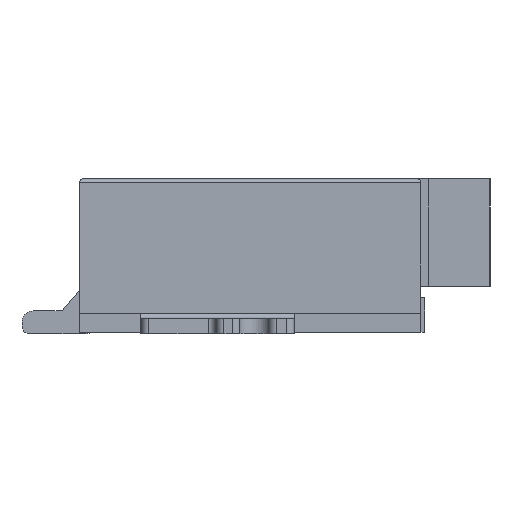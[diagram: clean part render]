
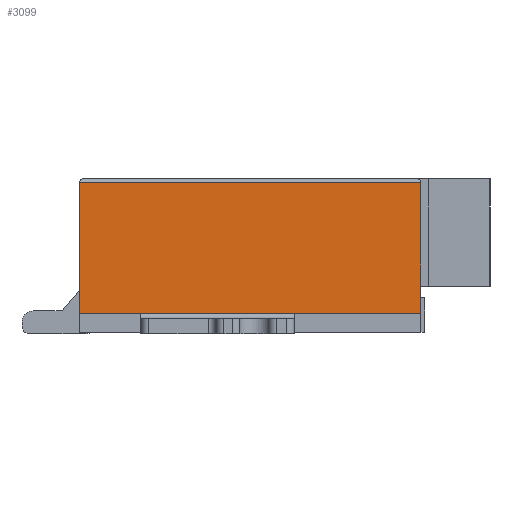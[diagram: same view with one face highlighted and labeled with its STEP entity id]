
A CAD part, left-side view. The second image highlights one B-rep face of the part: STEP entity #3099.
In plain terms, the highlighted planar face has unit normal (-1, 0, 0).
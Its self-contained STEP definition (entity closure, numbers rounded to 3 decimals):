
#2193 = CARTESIAN_POINT ( 'NONE',  ( -7.6, 0., -0.75 ) ) ;
#2483 = CARTESIAN_POINT ( 'NONE',  ( -7.6, -2.175, -1. ) ) ;
#2718 = DIRECTION ( 'NONE',  ( 0., 0., -1. ) ) ;
#3099 = ADVANCED_FACE ( 'NONE', ( #14223 ), #22353, .T. ) ;
#3643 = VECTOR ( 'NONE', #8317, 1000. ) ;
#3839 = CARTESIAN_POINT ( 'NONE',  ( -7.6, -2.175, -0.75 ) ) ;
#4687 = VECTOR ( 'NONE', #2718, 1000. ) ;
#5361 = VERTEX_POINT ( 'NONE', #12238 ) ;
#6353 = EDGE_CURVE ( 'NONE', #33671, #6620, #11044, .T. ) ;
#6620 = VERTEX_POINT ( 'NONE', #24556 ) ;
#7622 = CARTESIAN_POINT ( 'NONE',  ( -7.6, 0., 0. ) ) ;
#8317 = DIRECTION ( 'NONE',  ( 0., 1., 0. ) ) ;
#9403 = CARTESIAN_POINT ( 'NONE',  ( -7.6, 2.275, 0.95 ) ) ;
#10661 = VECTOR ( 'NONE', #36105, 1000. ) ;
#11044 = LINE ( 'NONE', #2193, #3643 ) ;
#12238 = CARTESIAN_POINT ( 'NONE',  ( -7.6, -2.175, 0.95 ) ) ;
#12948 = ORIENTED_EDGE ( 'NONE', *, *, #30101, .T. ) ;
#14223 = FACE_OUTER_BOUND ( 'NONE', #26263, .T. ) ;
#16089 = VECTOR ( 'NONE', #20238, 1000. ) ;
#17735 = LINE ( 'NONE', #17933, #4687 ) ;
#17933 = CARTESIAN_POINT ( 'NONE',  ( -7.6, 2.275, 1. ) ) ;
#20238 = DIRECTION ( 'NONE',  ( 0., 0., 1. ) ) ;
#21926 = ORIENTED_EDGE ( 'NONE', *, *, #6353, .F. ) ;
#22353 = PLANE ( 'NONE',  #25014 ) ;
#23141 = LINE ( 'NONE', #2483, #16089 ) ;
#24339 = LINE ( 'NONE', #29742, #10661 ) ;
#24556 = CARTESIAN_POINT ( 'NONE',  ( -7.6, 2.275, -0.75 ) ) ;
#25014 = AXIS2_PLACEMENT_3D ( 'NONE', #7622, #25814, #28539 ) ;
#25814 = DIRECTION ( 'NONE',  ( -1., 0., 0. ) ) ;
#26263 = EDGE_LOOP ( 'NONE', ( #21926, #37752, #12948, #33120 ) ) ;
#28539 = DIRECTION ( 'NONE',  ( 0., 0., 1. ) ) ;
#29058 = EDGE_CURVE ( 'NONE', #33671, #5361, #23141, .T. ) ;
#29174 = VERTEX_POINT ( 'NONE', #9403 ) ;
#29742 = CARTESIAN_POINT ( 'NONE',  ( -7.6, 2.275, 0.95 ) ) ;
#30101 = EDGE_CURVE ( 'NONE', #5361, #29174, #24339, .T. ) ;
#33120 = ORIENTED_EDGE ( 'NONE', *, *, #35849, .T. ) ;
#33671 = VERTEX_POINT ( 'NONE', #3839 ) ;
#35849 = EDGE_CURVE ( 'NONE', #29174, #6620, #17735, .T. ) ;
#36105 = DIRECTION ( 'NONE',  ( 0., 1., 0. ) ) ;
#37752 = ORIENTED_EDGE ( 'NONE', *, *, #29058, .T. ) ;
